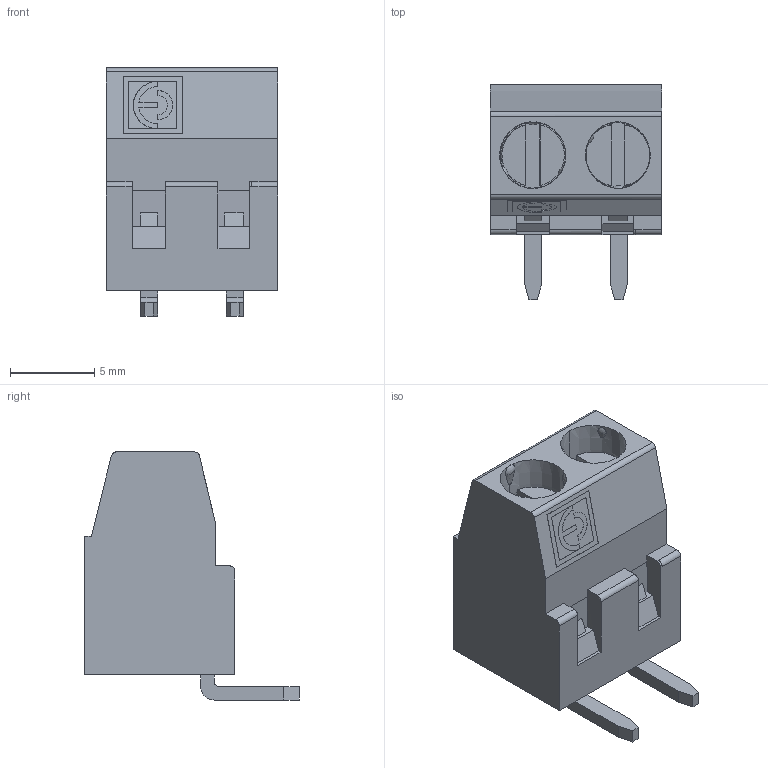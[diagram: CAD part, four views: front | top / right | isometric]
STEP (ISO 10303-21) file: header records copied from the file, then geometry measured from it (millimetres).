
FILE_DESCRIPTION(('STEP AP214'),'1');
FILE_NAME('MVS152-5,08-H-L.stp','2021-12-22T15:50:30',(' '),(' '),'Spatial InterOp 3D',' ',' ');
FILE_SCHEMA(('automotive_design'));
Length unit declared in the file: metre
Products named in the file (1): 1
Bounding box: 10.16 x 12.73 x 14.7 mm (x, y, z)
Volume: 948.9 mm3; surface area: 795.5 mm2
Topology: 1 solids, 1 shells, 138 faces, 370 edges, 246 vertices
Faces by surface type: plane 97, cylinder 24, cone 10, sphere 6, extrusion 1
Entity records: 5658 total; most frequent: CARTESIAN_POINT 1143, ORIENTED_EDGE 740, DIRECTION 642, EDGE_CURVE 370, VECTOR 252, LINE 251, VERTEX_POINT 246, AXIS2_PLACEMENT_3D 195
